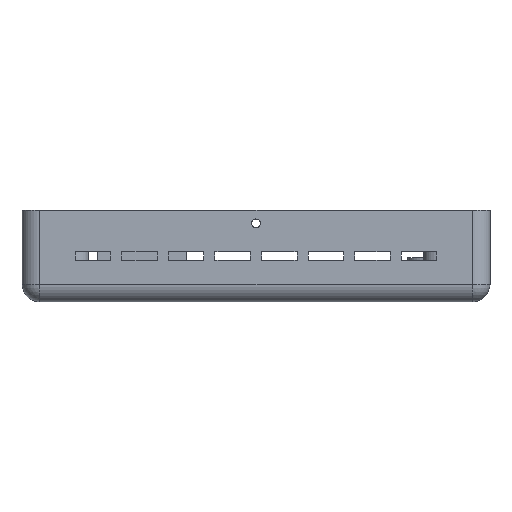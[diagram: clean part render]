
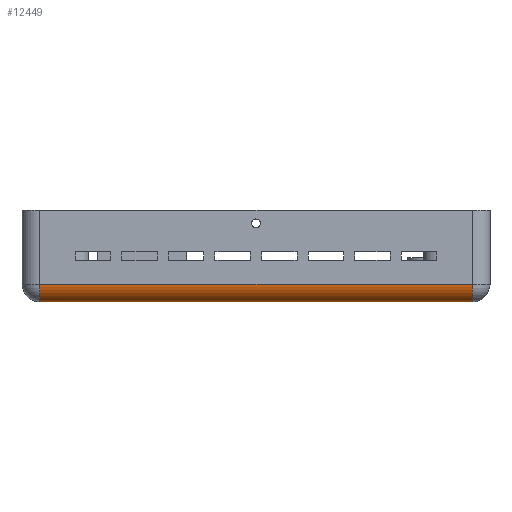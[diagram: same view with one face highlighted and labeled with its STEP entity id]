
A CAD part, left-side view. The second image highlights one B-rep face of the part: STEP entity #12449.
In plain terms, the highlighted cylindrical face has radius 4 mm (diameter 8 mm), a partial arc.
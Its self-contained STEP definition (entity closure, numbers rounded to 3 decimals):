
#1213 = PLANE('',#1214);
#1214 = AXIS2_PLACEMENT_3D('',#1215,#1216,#1217);
#1215 = CARTESIAN_POINT('',(0.,0.,0.));
#1216 = DIRECTION('',(-0.,-0.,1.));
#1217 = DIRECTION('',(1.,0.,0.));
#1328 = PLANE('',#1329);
#1329 = AXIS2_PLACEMENT_3D('',#1330,#1331,#1332);
#1330 = CARTESIAN_POINT('',(-149.,0.,0.));
#1331 = DIRECTION('',(-1.,-0.,-0.));
#1332 = DIRECTION('',(0.,0.,-1.));
#4543 = VERTEX_POINT('',#4544);
#4544 = CARTESIAN_POINT('',(-145.,4.,0.));
#4565 = EDGE_CURVE('',#4566,#4543,#4568,.T.);
#4566 = VERTEX_POINT('',#4567);
#4567 = CARTESIAN_POINT('',(-145.,101.5,0.));
#4568 = SURFACE_CURVE('',#4569,(#4573,#4580),.PCURVE_S1.);
#4569 = LINE('',#4570,#4571);
#4570 = CARTESIAN_POINT('',(-145.,101.5,0.));
#4571 = VECTOR('',#4572,1.);
#4572 = DIRECTION('',(0.,-1.,0.));
#4573 = PCURVE('',#1213,#4574);
#4574 = DEFINITIONAL_REPRESENTATION('',(#4575),#4579);
#4575 = LINE('',#4576,#4577);
#4576 = CARTESIAN_POINT('',(-145.,101.5));
#4577 = VECTOR('',#4578,1.);
#4578 = DIRECTION('',(-0.,-1.));
#4579 = ( GEOMETRIC_REPRESENTATION_CONTEXT(2) 
PARAMETRIC_REPRESENTATION_CONTEXT() REPRESENTATION_CONTEXT('2D SPACE',''
  ) );
#4580 = PCURVE('',#4581,#4586);
#4581 = CYLINDRICAL_SURFACE('',#4582,4.);
#4582 = AXIS2_PLACEMENT_3D('',#4583,#4584,#4585);
#4583 = CARTESIAN_POINT('',(-145.,101.5,4.));
#4584 = DIRECTION('',(0.,-1.,0.));
#4585 = DIRECTION('',(-1.,0.,0.));
#4586 = DEFINITIONAL_REPRESENTATION('',(#4587),#4591);
#4587 = LINE('',#4588,#4589);
#4588 = CARTESIAN_POINT('',(1.571,0.));
#4589 = VECTOR('',#4590,1.);
#4590 = DIRECTION('',(0.,1.));
#4591 = ( GEOMETRIC_REPRESENTATION_CONTEXT(2) 
PARAMETRIC_REPRESENTATION_CONTEXT() REPRESENTATION_CONTEXT('2D SPACE',''
  ) );
#6923 = VERTEX_POINT('',#6924);
#6924 = CARTESIAN_POINT('',(-149.,4.,4.));
#6939 = SPHERICAL_SURFACE('',#6940,4.);
#6940 = AXIS2_PLACEMENT_3D('',#6941,#6942,#6943);
#6941 = CARTESIAN_POINT('',(-145.,4.,4.));
#6942 = DIRECTION('',(0.,0.,-1.));
#6943 = DIRECTION('',(-1.,0.,-0.));
#6978 = VERTEX_POINT('',#6979);
#6979 = CARTESIAN_POINT('',(-149.,101.5,4.));
#6994 = SPHERICAL_SURFACE('',#6995,4.);
#6995 = AXIS2_PLACEMENT_3D('',#6996,#6997,#6998);
#6996 = CARTESIAN_POINT('',(-145.,101.5,4.));
#6997 = DIRECTION('',(0.,0.,-1.));
#6998 = DIRECTION('',(0.,1.,0.));
#7032 = EDGE_CURVE('',#6978,#6923,#7033,.T.);
#7033 = SURFACE_CURVE('',#7034,(#7038,#7045),.PCURVE_S1.);
#7034 = LINE('',#7035,#7036);
#7035 = CARTESIAN_POINT('',(-149.,101.5,4.));
#7036 = VECTOR('',#7037,1.);
#7037 = DIRECTION('',(0.,-1.,0.));
#7038 = PCURVE('',#1328,#7039);
#7039 = DEFINITIONAL_REPRESENTATION('',(#7040),#7044);
#7040 = LINE('',#7041,#7042);
#7041 = CARTESIAN_POINT('',(-4.,-101.5));
#7042 = VECTOR('',#7043,1.);
#7043 = DIRECTION('',(-0.,1.));
#7044 = ( GEOMETRIC_REPRESENTATION_CONTEXT(2) 
PARAMETRIC_REPRESENTATION_CONTEXT() REPRESENTATION_CONTEXT('2D SPACE',''
  ) );
#7045 = PCURVE('',#4581,#7046);
#7046 = DEFINITIONAL_REPRESENTATION('',(#7047),#7051);
#7047 = LINE('',#7048,#7049);
#7048 = CARTESIAN_POINT('',(0.,0.));
#7049 = VECTOR('',#7050,1.);
#7050 = DIRECTION('',(0.,1.));
#7051 = ( GEOMETRIC_REPRESENTATION_CONTEXT(2) 
PARAMETRIC_REPRESENTATION_CONTEXT() REPRESENTATION_CONTEXT('2D SPACE',''
  ) );
#12449 = ADVANCED_FACE('',(#12450),#4581,.T.);
#12450 = FACE_BOUND('',#12451,.T.);
#12451 = EDGE_LOOP('',(#12452,#12472,#12473,#12493));
#12452 = ORIENTED_EDGE('',*,*,#12453,.T.);
#12453 = EDGE_CURVE('',#6978,#4566,#12454,.T.);
#12454 = SURFACE_CURVE('',#12455,(#12460,#12466),.PCURVE_S1.);
#12455 = CIRCLE('',#12456,4.);
#12456 = AXIS2_PLACEMENT_3D('',#12457,#12458,#12459);
#12457 = CARTESIAN_POINT('',(-145.,101.5,4.));
#12458 = DIRECTION('',(0.,-1.,-0.));
#12459 = DIRECTION('',(-1.,0.,0.));
#12460 = PCURVE('',#4581,#12461);
#12461 = DEFINITIONAL_REPRESENTATION('',(#12462),#12465);
#12462 = B_SPLINE_CURVE_WITH_KNOTS('',1,(#12463,#12464),.UNSPECIFIED.,
  .F.,.F.,(2,2),(0.,1.571),.PIECEWISE_BEZIER_KNOTS.);
#12463 = CARTESIAN_POINT('',(0.,0.));
#12464 = CARTESIAN_POINT('',(1.571,0.));
#12465 = ( GEOMETRIC_REPRESENTATION_CONTEXT(2) 
PARAMETRIC_REPRESENTATION_CONTEXT() REPRESENTATION_CONTEXT('2D SPACE',''
  ) );
#12466 = PCURVE('',#6994,#12467);
#12467 = DEFINITIONAL_REPRESENTATION('',(#12468),#12471);
#12468 = B_SPLINE_CURVE_WITH_KNOTS('',1,(#12469,#12470),.UNSPECIFIED.,
  .F.,.F.,(2,2),(0.,1.571),.PIECEWISE_BEZIER_KNOTS.);
#12469 = CARTESIAN_POINT('',(-1.571,0.));
#12470 = CARTESIAN_POINT('',(-1.571,1.571));
#12471 = ( GEOMETRIC_REPRESENTATION_CONTEXT(2) 
PARAMETRIC_REPRESENTATION_CONTEXT() REPRESENTATION_CONTEXT('2D SPACE',''
  ) );
#12472 = ORIENTED_EDGE('',*,*,#4565,.T.);
#12473 = ORIENTED_EDGE('',*,*,#12474,.F.);
#12474 = EDGE_CURVE('',#6923,#4543,#12475,.T.);
#12475 = SURFACE_CURVE('',#12476,(#12481,#12487),.PCURVE_S1.);
#12476 = CIRCLE('',#12477,4.);
#12477 = AXIS2_PLACEMENT_3D('',#12478,#12479,#12480);
#12478 = CARTESIAN_POINT('',(-145.,4.,4.));
#12479 = DIRECTION('',(0.,-1.,0.));
#12480 = DIRECTION('',(-1.,0.,0.));
#12481 = PCURVE('',#4581,#12482);
#12482 = DEFINITIONAL_REPRESENTATION('',(#12483),#12486);
#12483 = B_SPLINE_CURVE_WITH_KNOTS('',1,(#12484,#12485),.UNSPECIFIED.,
  .F.,.F.,(2,2),(0.,1.571),.PIECEWISE_BEZIER_KNOTS.);
#12484 = CARTESIAN_POINT('',(0.,97.5));
#12485 = CARTESIAN_POINT('',(1.571,97.5));
#12486 = ( GEOMETRIC_REPRESENTATION_CONTEXT(2) 
PARAMETRIC_REPRESENTATION_CONTEXT() REPRESENTATION_CONTEXT('2D SPACE',''
  ) );
#12487 = PCURVE('',#6939,#12488);
#12488 = DEFINITIONAL_REPRESENTATION('',(#12489),#12492);
#12489 = B_SPLINE_CURVE_WITH_KNOTS('',1,(#12490,#12491),.UNSPECIFIED.,
  .F.,.F.,(2,2),(0.,1.571),.PIECEWISE_BEZIER_KNOTS.);
#12490 = CARTESIAN_POINT('',(0.,0.));
#12491 = CARTESIAN_POINT('',(0.,1.571));
#12492 = ( GEOMETRIC_REPRESENTATION_CONTEXT(2) 
PARAMETRIC_REPRESENTATION_CONTEXT() REPRESENTATION_CONTEXT('2D SPACE',''
  ) );
#12493 = ORIENTED_EDGE('',*,*,#7032,.F.);
